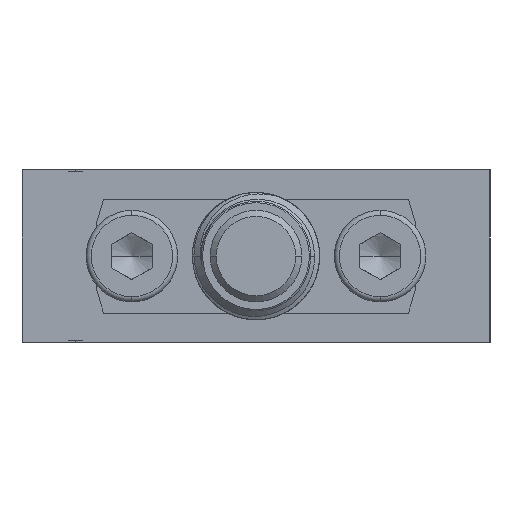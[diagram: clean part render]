
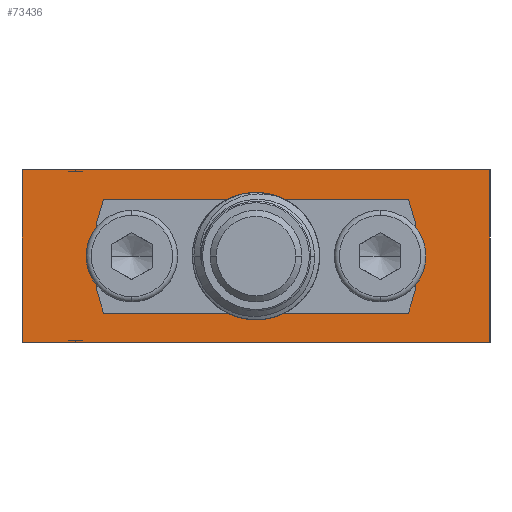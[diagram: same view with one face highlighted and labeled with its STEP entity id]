
A CAD part, left-side view. The second image highlights one B-rep face of the part: STEP entity #73436.
In plain terms, the highlighted planar face has unit normal (-1, 0, 0).
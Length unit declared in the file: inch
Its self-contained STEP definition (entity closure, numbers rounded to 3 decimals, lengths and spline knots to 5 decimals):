
#822 = DIRECTION ( 'NONE',  ( 0., 0., 1. ) ) ;
#1554 = DIRECTION ( 'NONE',  ( 0., 0., 1. ) ) ;
#2086 = CARTESIAN_POINT ( 'NONE',  ( -1.7126, -0.24016, 0.15748 ) ) ;
#2635 = DIRECTION ( 'NONE',  ( 0., 0., 1. ) ) ;
#6550 = CIRCLE ( 'NONE', #36987, 0.03963 ) ;
#7288 = CARTESIAN_POINT ( 'NONE',  ( -1.7126, 0.24016, 0.15748 ) ) ;
#7835 = EDGE_CURVE ( 'NONE', #59623, #103950, #110211, .T. ) ;
#8815 = VECTOR ( 'NONE', #86584, 39.37008 ) ;
#8939 = VERTEX_POINT ( 'NONE', #32788 ) ;
#11281 = DIRECTION ( 'NONE',  ( 0., 0., 1. ) ) ;
#12402 = CIRCLE ( 'NONE', #103815, 0.05748 ) ;
#12482 = AXIS2_PLACEMENT_3D ( 'NONE', #46546, #35868, #63860 ) ;
#14506 = CARTESIAN_POINT ( 'NONE',  ( -1.7126, -0.45276, 0.3248 ) ) ;
#15822 = ORIENTED_EDGE ( 'NONE', *, *, #28880, .F. ) ;
#16717 = CARTESIAN_POINT ( 'NONE',  ( -1.7126, -0.45276, -0.00984 ) ) ;
#18578 = DIRECTION ( 'NONE',  ( 1., 0., 0. ) ) ;
#19332 = DIRECTION ( 'NONE',  ( 1., 0., 0. ) ) ;
#19824 = EDGE_CURVE ( 'NONE', #102831, #36063, #55792, .T. ) ;
#19953 = EDGE_LOOP ( 'NONE', ( #34523, #22864 ) ) ;
#21783 = DIRECTION ( 'NONE',  ( 0., 0., 1. ) ) ;
#22864 = ORIENTED_EDGE ( 'NONE', *, *, #7835, .T. ) ;
#25619 = VERTEX_POINT ( 'NONE', #14506 ) ;
#25729 = CARTESIAN_POINT ( 'NONE',  ( -1.7126, 0.24016, 0.15748 ) ) ;
#27607 = AXIS2_PLACEMENT_3D ( 'NONE', #49714, #86093, #2635 ) ;
#28880 = EDGE_CURVE ( 'NONE', #36063, #25619, #114248, .T. ) ;
#29414 = CARTESIAN_POINT ( 'NONE',  ( -1.7126, -0.24016, 0.15748 ) ) ;
#29733 = LINE ( 'NONE', #102490, #81791 ) ;
#30147 = CARTESIAN_POINT ( 'NONE',  ( -1.7126, 0.45276, 0. ) ) ;
#30700 = DIRECTION ( 'NONE',  ( 1., 0., 0. ) ) ;
#32788 = CARTESIAN_POINT ( 'NONE',  ( -1.7126, -0.24016, 0.11785 ) ) ;
#34523 = ORIENTED_EDGE ( 'NONE', *, *, #96387, .T. ) ;
#35589 = VECTOR ( 'NONE', #104134, 39.37008 ) ;
#35868 = DIRECTION ( 'NONE',  ( -1., 0., 0. ) ) ;
#36063 = VERTEX_POINT ( 'NONE', #111744 ) ;
#36263 = CARTESIAN_POINT ( 'NONE',  ( -1.7126, 0.45276, -0.00984 ) ) ;
#36987 = AXIS2_PLACEMENT_3D ( 'NONE', #2086, #30700, #21783 ) ;
#37654 = CARTESIAN_POINT ( 'NONE',  ( -1.7126, 0., 0.21496 ) ) ;
#38468 = EDGE_CURVE ( 'NONE', #96563, #110532, #12402, .T. ) ;
#41708 = EDGE_LOOP ( 'NONE', ( #84677, #84389 ) ) ;
#42139 = CARTESIAN_POINT ( 'NONE',  ( -1.7126, 0.24016, 0.11785 ) ) ;
#43306 = EDGE_LOOP ( 'NONE', ( #64139, #87683 ) ) ;
#44664 = AXIS2_PLACEMENT_3D ( 'NONE', #29414, #19332, #822 ) ;
#45956 = FACE_BOUND ( 'NONE', #43306, .T. ) ;
#46154 = EDGE_CURVE ( 'NONE', #98283, #102831, #103294, .T. ) ;
#46546 = CARTESIAN_POINT ( 'NONE',  ( -1.7126, 0.35433, 0. ) ) ;
#47803 = CARTESIAN_POINT ( 'NONE',  ( -1.7126, -0.24016, 0.19711 ) ) ;
#49663 = AXIS2_PLACEMENT_3D ( 'NONE', #7288, #18578, #53729 ) ;
#49714 = CARTESIAN_POINT ( 'NONE',  ( -1.7126, 0., 0.15748 ) ) ;
#51935 = ORIENTED_EDGE ( 'NONE', *, *, #19824, .F. ) ;
#53729 = DIRECTION ( 'NONE',  ( 0., 0., 1. ) ) ;
#55792 = LINE ( 'NONE', #30147, #67777 ) ;
#58447 = VERTEX_POINT ( 'NONE', #47803 ) ;
#58895 = ORIENTED_EDGE ( 'NONE', *, *, #80741, .T. ) ;
#59623 = VERTEX_POINT ( 'NONE', #42139 ) ;
#62103 = DIRECTION ( 'NONE',  ( 1., 0., 0. ) ) ;
#62195 = ORIENTED_EDGE ( 'NONE', *, *, #46154, .F. ) ;
#63860 = DIRECTION ( 'NONE',  ( 0., 0., 1. ) ) ;
#64139 = ORIENTED_EDGE ( 'NONE', *, *, #110248, .T. ) ;
#64580 = CARTESIAN_POINT ( 'NONE',  ( -1.7126, 0., 0.15748 ) ) ;
#67777 = VECTOR ( 'NONE', #1554, 39.37008 ) ;
#71287 = CIRCLE ( 'NONE', #44664, 0.03963 ) ;
#71360 = CIRCLE ( 'NONE', #27607, 0.05748 ) ;
#71876 = EDGE_CURVE ( 'NONE', #8939, #58447, #6550, .T. ) ;
#73436 = ADVANCED_FACE ( 'NONE', ( #116943, #45956, #109165, #99652 ), #99081, .T. ) ;
#78175 = CIRCLE ( 'NONE', #49663, 0.03963 ) ;
#80741 = EDGE_CURVE ( 'NONE', #98283, #25619, #29733, .T. ) ;
#81791 = VECTOR ( 'NONE', #11281, 39.37008 ) ;
#82915 = CARTESIAN_POINT ( 'NONE',  ( -1.7126, 0., 0.1 ) ) ;
#84389 = ORIENTED_EDGE ( 'NONE', *, *, #38468, .T. ) ;
#84677 = ORIENTED_EDGE ( 'NONE', *, *, #91238, .T. ) ;
#86093 = DIRECTION ( 'NONE',  ( 1., 0., 0. ) ) ;
#86584 = DIRECTION ( 'NONE',  ( 0., 1., 0. ) ) ;
#87406 = CARTESIAN_POINT ( 'NONE',  ( -1.7126, -0.35433, 0.3248 ) ) ;
#87683 = ORIENTED_EDGE ( 'NONE', *, *, #71876, .T. ) ;
#89321 = AXIS2_PLACEMENT_3D ( 'NONE', #25729, #62103, #90072 ) ;
#90072 = DIRECTION ( 'NONE',  ( 0., 0., 1. ) ) ;
#91238 = EDGE_CURVE ( 'NONE', #110532, #96563, #71360, .T. ) ;
#96387 = EDGE_CURVE ( 'NONE', #103950, #59623, #78175, .T. ) ;
#96563 = VERTEX_POINT ( 'NONE', #82915 ) ;
#98283 = VERTEX_POINT ( 'NONE', #16717 ) ;
#99081 = PLANE ( 'NONE',  #12482 ) ;
#99652 = FACE_BOUND ( 'NONE', #41708, .T. ) ;
#100935 = DIRECTION ( 'NONE',  ( 1., 0., 0. ) ) ;
#102490 = CARTESIAN_POINT ( 'NONE',  ( -1.7126, -0.45276, 0. ) ) ;
#102831 = VERTEX_POINT ( 'NONE', #36263 ) ;
#103294 = LINE ( 'NONE', #104494, #8815 ) ;
#103815 = AXIS2_PLACEMENT_3D ( 'NONE', #64580, #100935, #111647 ) ;
#103950 = VERTEX_POINT ( 'NONE', #117952 ) ;
#104134 = DIRECTION ( 'NONE',  ( 0., -1., 0. ) ) ;
#104494 = CARTESIAN_POINT ( 'NONE',  ( -1.7126, -0.35433, -0.00984 ) ) ;
#108424 = EDGE_LOOP ( 'NONE', ( #62195, #58895, #15822, #51935 ) ) ;
#109165 = FACE_BOUND ( 'NONE', #19953, .T. ) ;
#110211 = CIRCLE ( 'NONE', #89321, 0.03963 ) ;
#110248 = EDGE_CURVE ( 'NONE', #58447, #8939, #71287, .T. ) ;
#110532 = VERTEX_POINT ( 'NONE', #37654 ) ;
#111647 = DIRECTION ( 'NONE',  ( 0., 0., 1. ) ) ;
#111744 = CARTESIAN_POINT ( 'NONE',  ( -1.7126, 0.45276, 0.3248 ) ) ;
#114248 = LINE ( 'NONE', #87406, #35589 ) ;
#116943 = FACE_OUTER_BOUND ( 'NONE', #108424, .T. ) ;
#117952 = CARTESIAN_POINT ( 'NONE',  ( -1.7126, 0.24016, 0.19711 ) ) ;
